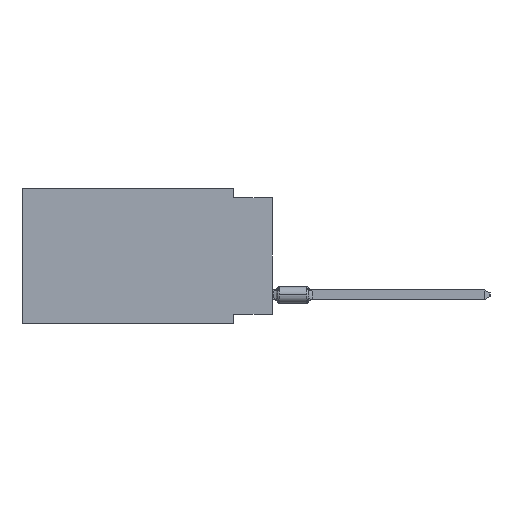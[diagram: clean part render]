
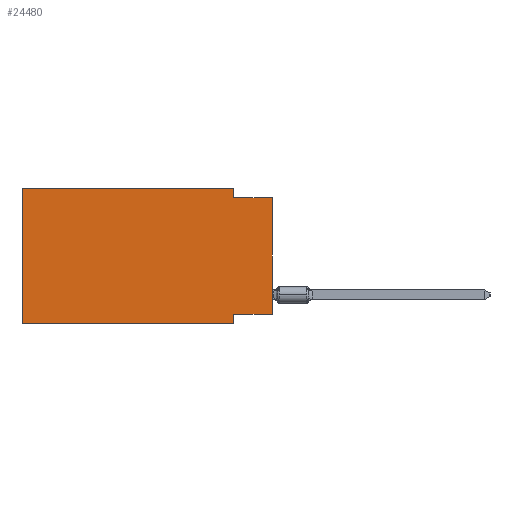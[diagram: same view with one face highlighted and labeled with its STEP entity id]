
A CAD part, left-side view. The second image highlights one B-rep face of the part: STEP entity #24480.
In plain terms, the highlighted planar face has unit normal (-1, 0, 0).
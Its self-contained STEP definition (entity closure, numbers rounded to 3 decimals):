
#81 = LINE ( 'NONE', #28491, #28239 ) ;
#462 = LINE ( 'NONE', #12808, #25147 ) ;
#609 = LINE ( 'NONE', #7071, #16434 ) ;
#1909 = DIRECTION ( 'NONE',  ( 0., 0., -1. ) ) ;
#2976 = CARTESIAN_POINT ( 'NONE',  ( 0., 16.383, -8.89 ) ) ;
#2984 = ORIENTED_EDGE ( 'NONE', *, *, #22413, .F. ) ;
#4024 = LINE ( 'NONE', #13214, #25815 ) ;
#4267 = EDGE_CURVE ( 'NONE', #19447, #33882, #609, .T. ) ;
#6169 = DIRECTION ( 'NONE',  ( 0., 0., 1. ) ) ;
#7071 = CARTESIAN_POINT ( 'NONE',  ( 0., 2.54, 0. ) ) ;
#7317 = CARTESIAN_POINT ( 'NONE',  ( 0., 0., -0.635 ) ) ;
#7958 = AXIS2_PLACEMENT_3D ( 'NONE', #14661, #20493, #1909 ) ;
#8155 = EDGE_CURVE ( 'NONE', #41308, #31956, #15586, .T. ) ;
#8637 = ORIENTED_EDGE ( 'NONE', *, *, #4267, .F. ) ;
#9762 = DIRECTION ( 'NONE',  ( 0., 0., -1. ) ) ;
#9936 = CARTESIAN_POINT ( 'NONE',  ( 0., 0., 0. ) ) ;
#10218 = DIRECTION ( 'NONE',  ( 0., 0., -1. ) ) ;
#10994 = CARTESIAN_POINT ( 'NONE',  ( 0., 16.383, 0. ) ) ;
#11517 = FACE_OUTER_BOUND ( 'NONE', #29246, .T. ) ;
#11950 = VECTOR ( 'NONE', #21995, 1000. ) ;
#12808 = CARTESIAN_POINT ( 'NONE',  ( 0., 0., -0.635 ) ) ;
#13214 = CARTESIAN_POINT ( 'NONE',  ( 0., 16.383, 0. ) ) ;
#13664 = CARTESIAN_POINT ( 'NONE',  ( 0., 2.54, -8.255 ) ) ;
#14661 = CARTESIAN_POINT ( 'NONE',  ( 0., 16.383, 0. ) ) ;
#15364 = CARTESIAN_POINT ( 'NONE',  ( 0., 0., -8.255 ) ) ;
#15586 = LINE ( 'NONE', #18313, #22570 ) ;
#16434 = VECTOR ( 'NONE', #10218, 1000. ) ;
#17454 = CARTESIAN_POINT ( 'NONE',  ( 0., 16.383, -8.89 ) ) ;
#18313 = CARTESIAN_POINT ( 'NONE',  ( 0., 0., -8.255 ) ) ;
#19447 = VERTEX_POINT ( 'NONE', #21580 ) ;
#19674 = ORIENTED_EDGE ( 'NONE', *, *, #34844, .T. ) ;
#20493 = DIRECTION ( 'NONE',  ( 1., 0., 0. ) ) ;
#20529 = EDGE_CURVE ( 'NONE', #33882, #22974, #462, .T. ) ;
#21490 = EDGE_CURVE ( 'NONE', #31956, #39160, #28796, .T. ) ;
#21580 = CARTESIAN_POINT ( 'NONE',  ( 0., 2.54, 0. ) ) ;
#21827 = VERTEX_POINT ( 'NONE', #10994 ) ;
#21995 = DIRECTION ( 'NONE',  ( 0., -1., 0. ) ) ;
#22090 = ORIENTED_EDGE ( 'NONE', *, *, #37719, .F. ) ;
#22413 = EDGE_CURVE ( 'NONE', #26786, #21827, #4024, .T. ) ;
#22570 = VECTOR ( 'NONE', #31475, 1000. ) ;
#22974 = VERTEX_POINT ( 'NONE', #7317 ) ;
#24480 = ADVANCED_FACE ( 'NONE', ( #11517 ), #33659, .F. ) ;
#24654 = CARTESIAN_POINT ( 'NONE',  ( 0., 2.54, -8.89 ) ) ;
#24914 = LINE ( 'NONE', #2976, #11950 ) ;
#25023 = EDGE_CURVE ( 'NONE', #41308, #22974, #34803, .T. ) ;
#25147 = VECTOR ( 'NONE', #38279, 1000. ) ;
#25815 = VECTOR ( 'NONE', #26364, 1000. ) ;
#25919 = VECTOR ( 'NONE', #9762, 1000. ) ;
#26364 = DIRECTION ( 'NONE',  ( 0., 0., 1. ) ) ;
#26786 = VERTEX_POINT ( 'NONE', #17454 ) ;
#28239 = VECTOR ( 'NONE', #38106, 1000. ) ;
#28491 = CARTESIAN_POINT ( 'NONE',  ( 0., 16.383, 0. ) ) ;
#28796 = LINE ( 'NONE', #35264, #25919 ) ;
#29246 = EDGE_LOOP ( 'NONE', ( #38541, #38806, #8637, #22090, #2984, #19674, #38443, #30000 ) ) ;
#30000 = ORIENTED_EDGE ( 'NONE', *, *, #8155, .F. ) ;
#31475 = DIRECTION ( 'NONE',  ( 0., 1., 0. ) ) ;
#31956 = VERTEX_POINT ( 'NONE', #13664 ) ;
#33659 = PLANE ( 'NONE',  #7958 ) ;
#33882 = VERTEX_POINT ( 'NONE', #38670 ) ;
#34803 = LINE ( 'NONE', #9936, #39703 ) ;
#34844 = EDGE_CURVE ( 'NONE', #26786, #39160, #24914, .T. ) ;
#35264 = CARTESIAN_POINT ( 'NONE',  ( 0., 2.54, -8.89 ) ) ;
#37719 = EDGE_CURVE ( 'NONE', #21827, #19447, #81, .T. ) ;
#38106 = DIRECTION ( 'NONE',  ( 0., -1., 0. ) ) ;
#38279 = DIRECTION ( 'NONE',  ( 0., -1., 0. ) ) ;
#38443 = ORIENTED_EDGE ( 'NONE', *, *, #21490, .F. ) ;
#38541 = ORIENTED_EDGE ( 'NONE', *, *, #25023, .T. ) ;
#38670 = CARTESIAN_POINT ( 'NONE',  ( 0., 2.54, -0.635 ) ) ;
#38806 = ORIENTED_EDGE ( 'NONE', *, *, #20529, .F. ) ;
#39160 = VERTEX_POINT ( 'NONE', #24654 ) ;
#39703 = VECTOR ( 'NONE', #6169, 1000. ) ;
#41308 = VERTEX_POINT ( 'NONE', #15364 ) ;
